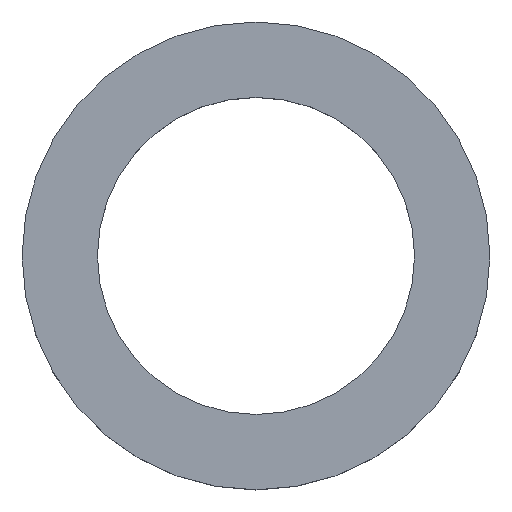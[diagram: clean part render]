
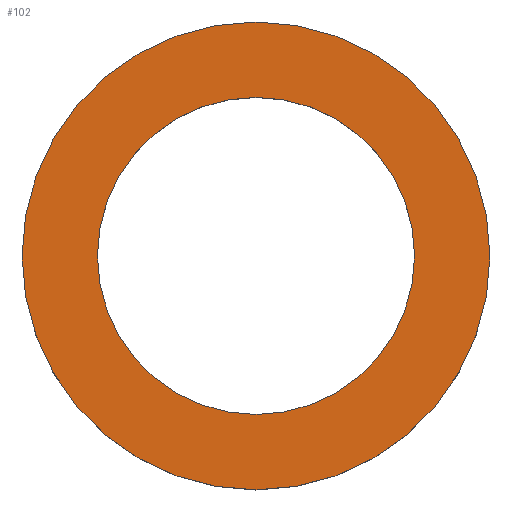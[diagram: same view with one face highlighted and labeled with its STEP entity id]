
A CAD part, top view. The second image highlights one B-rep face of the part: STEP entity #102.
In plain terms, the highlighted planar face has unit normal (0, 0, 1).
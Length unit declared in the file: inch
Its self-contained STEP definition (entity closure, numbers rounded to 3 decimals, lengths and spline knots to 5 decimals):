
#7 = DIRECTION ( 'NONE',  ( 0., 0., 1. ) ) ;
#8 = EDGE_LOOP ( 'NONE', ( #95, #52 ) ) ;
#13 = ORIENTED_EDGE ( 'NONE', *, *, #208, .T. ) ;
#16 = CARTESIAN_POINT ( 'NONE',  ( -0.4375, 0., 0. ) ) ;
#32 = CARTESIAN_POINT ( 'NONE',  ( 0., 0., 0. ) ) ;
#36 = DIRECTION ( 'NONE',  ( 0., 0., 1. ) ) ;
#37 = CIRCLE ( 'NONE', #158, 0.4375 ) ;
#49 = DIRECTION ( 'NONE',  ( 1., 0., 0. ) ) ;
#52 = ORIENTED_EDGE ( 'NONE', *, *, #215, .F. ) ;
#62 = VERTEX_POINT ( 'NONE', #164 ) ;
#70 = CARTESIAN_POINT ( 'NONE',  ( 0.2965, 0., 0. ) ) ;
#77 = ORIENTED_EDGE ( 'NONE', *, *, #204, .T. ) ;
#79 = CARTESIAN_POINT ( 'NONE',  ( 0., 0., 0. ) ) ;
#81 = PLANE ( 'NONE',  #178 ) ;
#90 = DIRECTION ( 'NONE',  ( 1., 0., 0. ) ) ;
#93 = CARTESIAN_POINT ( 'NONE',  ( 0., 0., 0. ) ) ;
#95 = ORIENTED_EDGE ( 'NONE', *, *, #105, .F. ) ;
#100 = DIRECTION ( 'NONE',  ( 1., 0., 0. ) ) ;
#101 = DIRECTION ( 'NONE',  ( 1., 0., 0. ) ) ;
#102 = ADVANCED_FACE ( 'NONE', ( #190, #134 ), #81, .T. ) ;
#105 = EDGE_CURVE ( 'NONE', #177, #62, #128, .T. ) ;
#115 = CIRCLE ( 'NONE', #159, 0.4375 ) ;
#119 = CARTESIAN_POINT ( 'NONE',  ( 0.4375, 0., 0. ) ) ;
#120 = CIRCLE ( 'NONE', #136, 0.2965 ) ;
#123 = VERTEX_POINT ( 'NONE', #16 ) ;
#128 = CIRCLE ( 'NONE', #185, 0.2965 ) ;
#130 = EDGE_LOOP ( 'NONE', ( #13, #77 ) ) ;
#132 = CARTESIAN_POINT ( 'NONE',  ( 0., 0., 0. ) ) ;
#134 = FACE_BOUND ( 'NONE', #8, .T. ) ;
#136 = AXIS2_PLACEMENT_3D ( 'NONE', #79, #222, #100 ) ;
#143 = DIRECTION ( 'NONE',  ( 0., 0., 1. ) ) ;
#146 = DIRECTION ( 'NONE',  ( 1., 0., 0. ) ) ;
#158 = AXIS2_PLACEMENT_3D ( 'NONE', #32, #143, #49 ) ;
#159 = AXIS2_PLACEMENT_3D ( 'NONE', #93, #7, #90 ) ;
#164 = CARTESIAN_POINT ( 'NONE',  ( -0.2965, 0., 0. ) ) ;
#173 = CARTESIAN_POINT ( 'NONE',  ( 0.2965, 0., 0. ) ) ;
#177 = VERTEX_POINT ( 'NONE', #173 ) ;
#178 = AXIS2_PLACEMENT_3D ( 'NONE', #70, #223, #101 ) ;
#185 = AXIS2_PLACEMENT_3D ( 'NONE', #132, #36, #146 ) ;
#190 = FACE_OUTER_BOUND ( 'NONE', #130, .T. ) ;
#204 = EDGE_CURVE ( 'NONE', #123, #205, #115, .T. ) ;
#205 = VERTEX_POINT ( 'NONE', #119 ) ;
#208 = EDGE_CURVE ( 'NONE', #205, #123, #37, .T. ) ;
#215 = EDGE_CURVE ( 'NONE', #62, #177, #120, .T. ) ;
#222 = DIRECTION ( 'NONE',  ( 0., 0., 1. ) ) ;
#223 = DIRECTION ( 'NONE',  ( 0., 0., 1. ) ) ;
